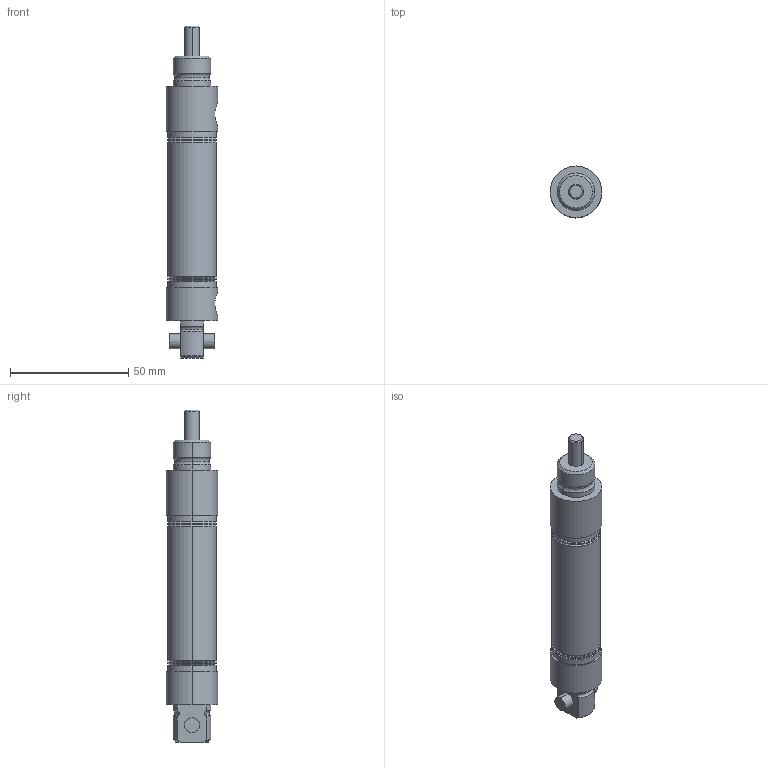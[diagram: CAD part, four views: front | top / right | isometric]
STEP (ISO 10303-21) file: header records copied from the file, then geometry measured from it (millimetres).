
FILE_DESCRIPTION (( 'STEP AP214' ), '1' );
FILE_NAME ('A12010DP-M.step', '2017-04-04T20:49:31', ( '' ), ( '' ), 'SwSTEP 2.0', 'SolidWorks 2017', '' );
FILE_SCHEMA (( 'AUTOMOTIVE_DESIGN' ));
Length unit declared in the file: inch
Products named in the file (4): A12010DP-M-PIN; A12010DP-M-Rod; A12010DP-M-MainBody; A12010DP-M
Assembly tree (3 placements, depth 2):
  A12010DP-M
    A12010DP-M-MainBody
    A12010DP-M-Rod
    A12010DP-M-PIN
Bounding box: 21.84 x 21.84 x 140.46 mm (x, y, z)
Volume: 31767.3 mm3; surface area: 16633 mm2
Topology: 3 solids, 3 shells, 91 faces, 200 edges, 122 vertices
Faces by surface type: cylinder 38, cone 24, plane 21, torus 8
Entity records: 3013 total; most frequent: CARTESIAN_POINT 810, DIRECTION 468, ORIENTED_EDGE 392, AXIS2_PLACEMENT_3D 199, EDGE_CURVE 196, VERTEX_POINT 122, EDGE_LOOP 106, CIRCLE 102
